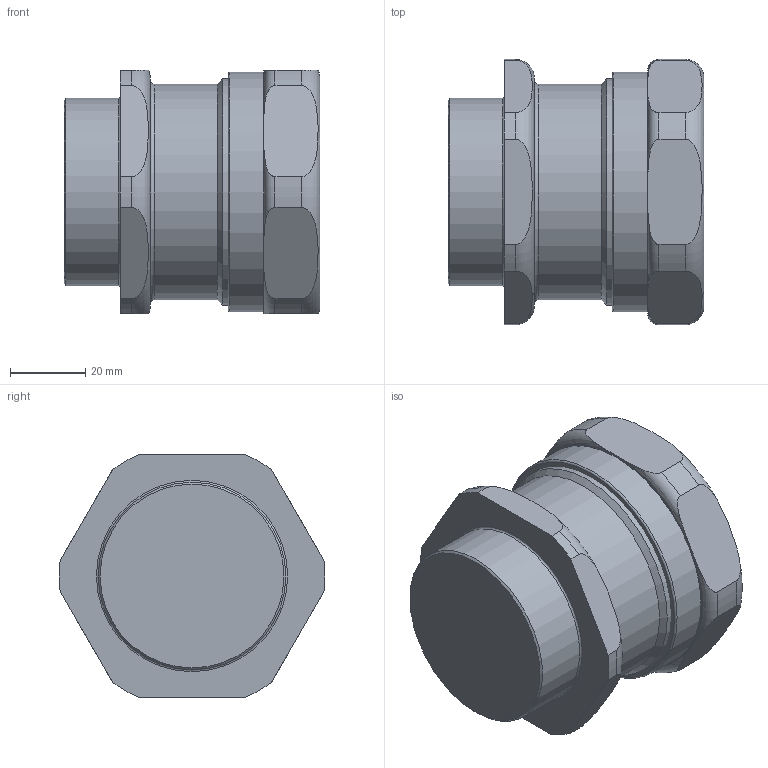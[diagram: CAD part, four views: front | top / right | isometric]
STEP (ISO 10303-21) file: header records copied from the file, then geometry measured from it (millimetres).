
FILE_DESCRIPTION(/* description */ (''),/* implementation_level */ '2;1');
FILE_NAME(/* name */ '501 421 D.stp',/* time_stamp */ '2019-08-02T11:00:49+06:00',/* author */ ('jgandhi'),/* organization */ (''),/* preprocessor_version */ 'ST-DEVELOPER v17',/* originating_system */ 'Autodesk Inventor 2018',/* authorisation */ '');
FILE_SCHEMA (('AUTOMOTIVE_DESIGN { 1 0 10303 214 3 1 1 }'));
Length unit declared in the file: millimetre
Products named in the file (1): 501_421
Bounding box: 68.24 x 70.77 x 65 mm (x, y, z)
Volume: 268197.6 mm3; surface area: 45478.2 mm2
Topology: 5 solids, 5 shells, 206 faces, 567 edges, 374 vertices
Faces by surface type: plane 91, torus 54, cylinder 31, cone 30
Full cylindrical faces by diameter (mm): 44.5 x1, 50 x1, 53.25 x1, 54.15 x2, 57.2 x1, 57.45 x1, 60.325 x1, 63.95 x1
Entity records: 7749 total; most frequent: CARTESIAN_POINT 2333, ORIENTED_EDGE 1134, DIRECTION 1087, EDGE_CURVE 567, AXIS2_PLACEMENT_3D 461, VERTEX_POINT 374, CIRCLE 254, EDGE_LOOP 211
